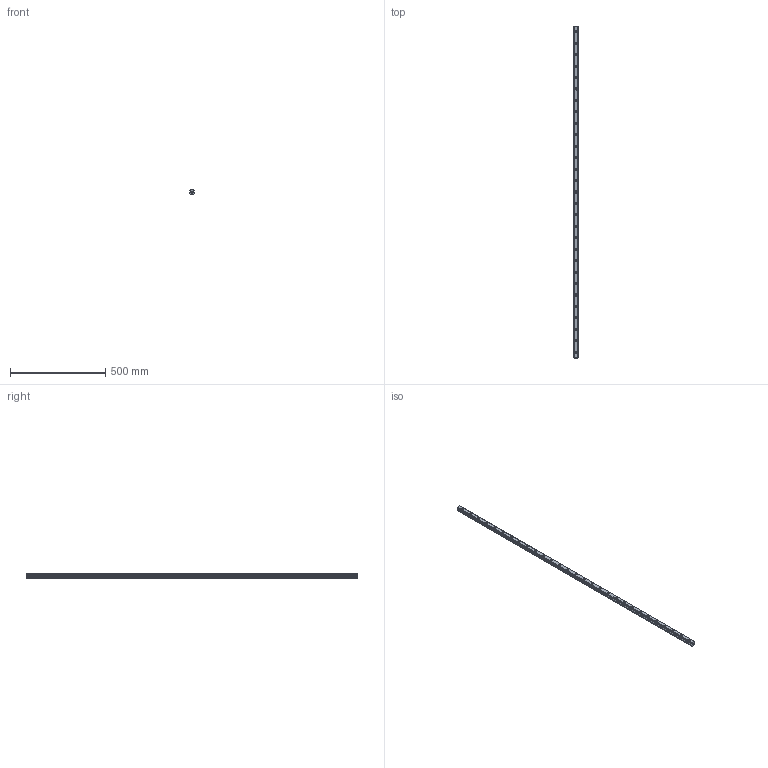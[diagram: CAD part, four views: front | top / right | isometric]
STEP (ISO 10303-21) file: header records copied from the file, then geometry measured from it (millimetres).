
FILE_DESCRIPTION(('STEP AP214'),'1');
FILE_NAME('cctmp_B559B868-F0CD-4838-BCAF-F68D62719D70_2020_5_28_14_42_2_403..stp','2020-05-28T12:42:02',('HIWIN GmbH'),('CADClick - www.CADClick.com'),'Spatial InterOp 3D',' ','unknown authorization');
FILE_SCHEMA(('AUTOMOTIVE_DESIGN'));
Length unit declared in the file: millimetre
Products named in the file (1): HGR25R1740H_FILE
Bounding box: 23 x 1740 x 22 mm (x, y, z)
Volume: 723380.5 mm3; surface area: 179101 mm2
Topology: 1 solids, 1 shells, 459 faces, 1185 edges, 790 vertices
Faces by surface type: plane 263, cylinder 196
Entity records: 17999 total; most frequent: DIRECTION 2729, CARTESIAN_POINT 2435, ORIENTED_EDGE 2370, EDGE_CURVE 1185, AXIS2_PLACEMENT_3D 1084, VERTEX_POINT 790, LINE 561, VECTOR 561
